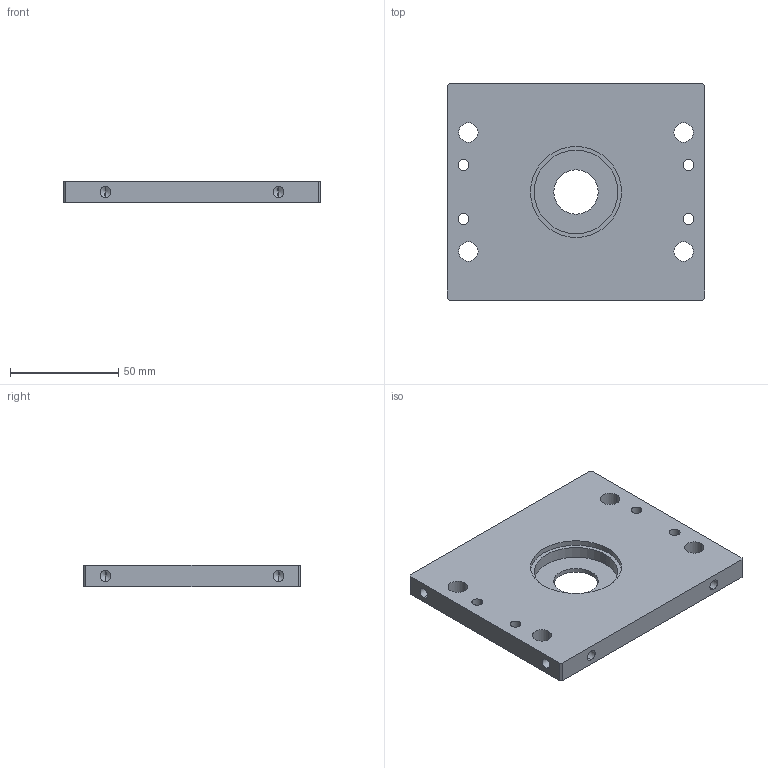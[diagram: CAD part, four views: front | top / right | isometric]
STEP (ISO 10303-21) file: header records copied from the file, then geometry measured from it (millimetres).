
FILE_DESCRIPTION (( 'STEP AP203' ), '1' );
FILE_NAME ('GROG0101-A-ALU-PLAQUE LATERALE GAUCHE BLOC BROYEUR.STEP', '2024-06-18T10:21:19', ( '' ), ( '' ), 'SwSTEP 2.0', 'SolidWorks 2021', '' );
FILE_SCHEMA (( 'CONFIG_CONTROL_DESIGN' ));
Length unit declared in the file: millimetre
Products named in the file (1): GROG0101-A-ALU-PLAQUE LATERALE GAUCHE BLOC BROYEUR
Bounding box: 119 x 100 x 10 mm (x, y, z)
Volume: 102470.3 mm3; surface area: 32002.2 mm2
Topology: 1 solids, 1 shells, 82 faces, 210 edges, 120 vertices
Faces by surface type: cylinder 46, cone 24, plane 12
Entity records: 2439 total; most frequent: DIRECTION 444, CARTESIAN_POINT 389, ORIENTED_EDGE 372, EDGE_CURVE 186, AXIS2_PLACEMENT_3D 175, VERTEX_POINT 120, EDGE_LOOP 114, VECTOR 94
